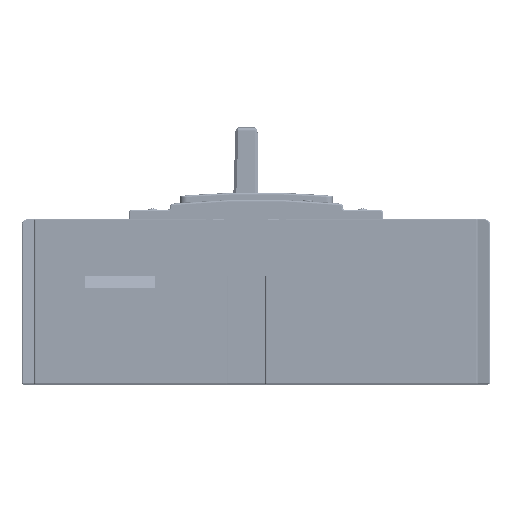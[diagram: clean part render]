
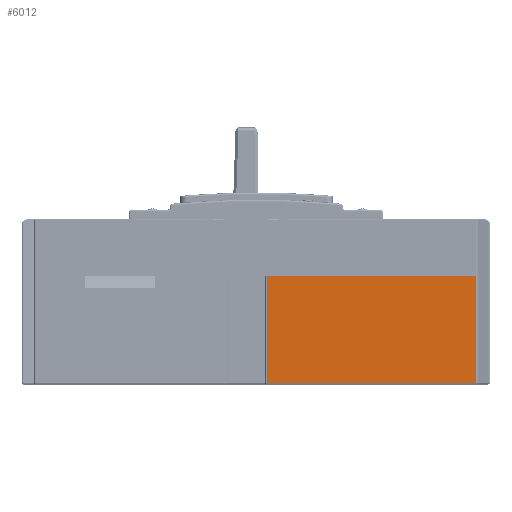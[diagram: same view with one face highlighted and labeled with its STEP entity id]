
A CAD part, front view. The second image highlights one B-rep face of the part: STEP entity #6012.
In plain terms, the highlighted planar face has unit normal (0, -1, 0).
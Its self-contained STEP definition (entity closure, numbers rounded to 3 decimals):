
#6012=ADVANCED_FACE('',(#14816),#11211,.F.);
#11211=PLANE('',#98339);
#14816=FACE_OUTER_BOUND('',#19575,.T.);
#19575=EDGE_LOOP('',(#47513,#47514,#47515,#47516));
#26416=LINE('',#174089,#35896);
#26431=LINE('',#174135,#35911);
#26432=LINE('',#174137,#35912);
#26433=LINE('',#174139,#35913);
#35896=VECTOR('',#108514,1.);
#35911=VECTOR('',#108549,1.);
#35912=VECTOR('',#108550,1.);
#35913=VECTOR('',#108551,1.);
#47513=ORIENTED_EDGE('',*,*,#82831,.F.);
#47514=ORIENTED_EDGE('',*,*,#82854,.T.);
#47515=ORIENTED_EDGE('',*,*,#82855,.T.);
#47516=ORIENTED_EDGE('',*,*,#82856,.F.);
#73195=VERTEX_POINT('',#174088);
#73196=VERTEX_POINT('',#174090);
#73217=VERTEX_POINT('',#174136);
#73218=VERTEX_POINT('',#174138);
#82831=EDGE_CURVE('',#73195,#73196,#26416,.T.);
#82854=EDGE_CURVE('',#73195,#73217,#26431,.T.);
#82855=EDGE_CURVE('',#73217,#73218,#26432,.T.);
#82856=EDGE_CURVE('',#73196,#73218,#26433,.T.);
#98339=AXIS2_PLACEMENT_3D('',#174140,#108552,#108553);
#108514=DIRECTION('',(1.,0.,0.));
#108549=DIRECTION('',(0.,0.,-1.));
#108550=DIRECTION('',(1.,0.,0.));
#108551=DIRECTION('',(0.,0.,-1.));
#108552=DIRECTION('',(0.,1.,0.));
#108553=DIRECTION('',(0.,0.,1.));
#174088=CARTESIAN_POINT('',(-10.811,-337.3,60.9));
#174089=CARTESIAN_POINT('',(120.239,-337.3,60.9));
#174090=CARTESIAN_POINT('',(112.739,-337.3,60.9));
#174135=CARTESIAN_POINT('',(-10.811,-337.3,61.2));
#174136=CARTESIAN_POINT('',(-10.811,-337.3,-2.1));
#174137=CARTESIAN_POINT('',(120.239,-337.3,-2.1));
#174138=CARTESIAN_POINT('',(112.739,-337.3,-2.1));
#174139=CARTESIAN_POINT('',(112.739,-337.3,61.2));
#174140=CARTESIAN_POINT('',(120.239,-337.3,60.9));
